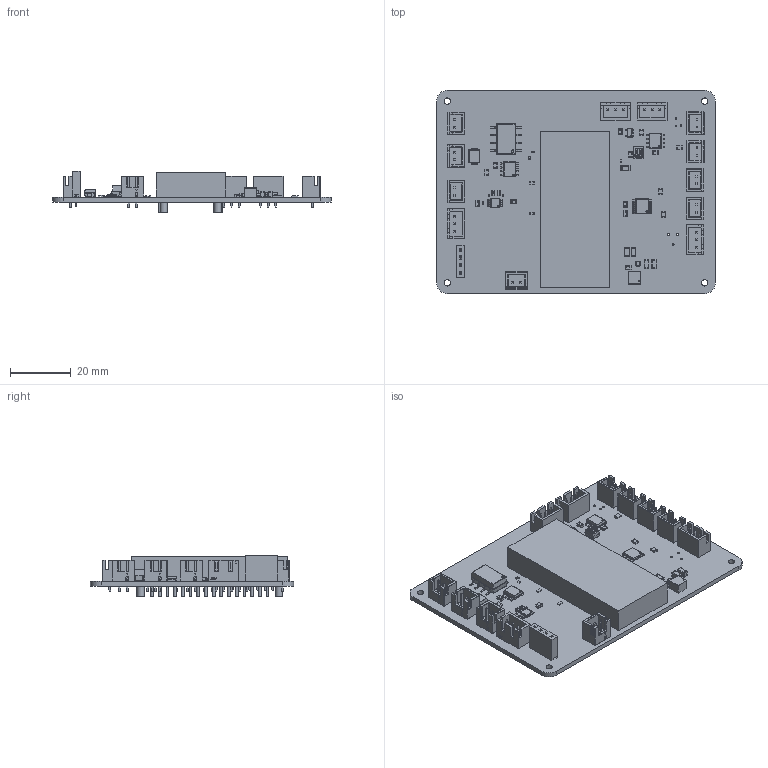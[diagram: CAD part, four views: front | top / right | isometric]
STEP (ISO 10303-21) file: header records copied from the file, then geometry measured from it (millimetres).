
FILE_DESCRIPTION(('Open CASCADE Model'),'2;1');
FILE_NAME('Open CASCADE Shape Model','2026-01-28T02:03:28',('Author'),( 'Open CASCADE'),'Open CASCADE STEP processor 7.5','Open CASCADE 7.5' ,'Unknown');
FILE_SCHEMA(('AUTOMOTIVE_DESIGN { 1 0 10303 214 1 1 1 1 }'));
Length unit declared in the file: millimetre
Products named in the file (183): PCB; Board; Open CASCADE STEP translator 7.5 8.1.1; VAM; 9961147856; Body; PinsArrayLR; SSR; 9961147696; R7; 9961147776; R6; 10245342640; R3; 8309714464; term1; term2; body; R2; R1; 8309714864; DRVM; Conn_JST_B2B-XH-A_LF_SN_eec; 1; B2B-XH-A; JST Logo adjustable; D1; 8309715024; C1; 9961135536; Fillet1; Fillet2; body2; TRB; R12; 12520193200; R13; 10005030352; R11; 9961147536 ...
Assembly tree (237 placements, depth 5):
  PCB
    Board
      Open CASCADE STEP translator 7.5 8.1.1
    VAM
      9961147856
        Body
        PinsArrayLR
    SSR
      9961147696
        Body
        PinsArrayLR
    R7
      9961147776
    R6
      10245342640
    R3
      8309714464
        term1
        term2
        body
    R2
      8309714464
        term1
        term2
        body
    R1
      8309714864
        term1
        term2
        body
    DRVM
      Conn_JST_B2B-XH-A_LF_SN_eec
        1
          1
          B2B-XH-A
          JST Logo adjustable
    D1
      8309715024
    C1
      9961135536
        Fillet1
        Fillet2
        body2
    TRB
      Conn_JST_B2B-XH-A_LF_SN_eec
        1
          1
          B2B-XH-A
          JST Logo adjustable
    R12
      12520193200
        term1
        term2
        body
    R13
      10005030352
    R11
      9961147536
    R10
      9961147536
Bounding box: 92.11 x 67.11 x 13.55 mm (x, y, z)
Volume: 28002 mm3; surface area: 43724.9 mm2
Topology: 1321 solids, 1321 shells, 8004 faces, 14552 edges, 9076 vertices
Faces by surface type: plane 5165, cylinder 2224, sphere 332, bspline 163, torus 112, extrusion 8
Full cylindrical faces by diameter (mm): 0.2 x1, 0.375 x1, 0.487 x2, 0.55 x1, 0.7 x3, 0.8 x1, 0.9 x12, 0.91 x896, 1 x16, 1.016 x1, 1.02 x4, 1.11 x28, 1.27 x1, 2.1 x4, 2.34 x128
Entity records: 85439 total; most frequent: CARTESIAN_POINT 14419, DIRECTION 13161, ORIENTED_EDGE 12592, EDGE_CURVE 6296, VECTOR 4911, LINE 4909, AXIS2_PLACEMENT_3D 4125, VERTEX_POINT 3994
